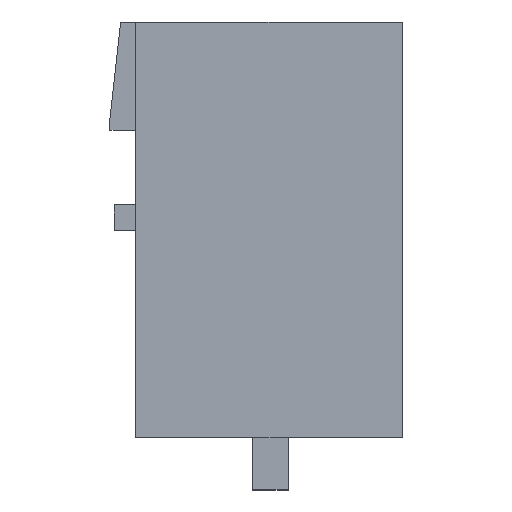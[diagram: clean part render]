
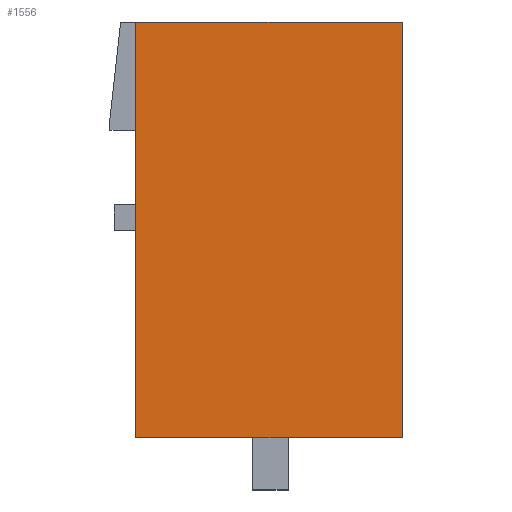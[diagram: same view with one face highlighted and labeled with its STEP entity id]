
A CAD part, left-side view. The second image highlights one B-rep face of the part: STEP entity #1556.
In plain terms, the highlighted planar face has unit normal (-1, 0, 0).
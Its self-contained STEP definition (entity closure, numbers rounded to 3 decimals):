
#1536=AXIS2_PLACEMENT_3D('Plane Axis2P3D',#1533,#1534,#1535) ;
#913=CARTESIAN_POINT('Vertex',(0.,0.,1.5)) ;
#916=CARTESIAN_POINT('Line Origine',(0.,3.84,1.5)) ;
#920=CARTESIAN_POINT('Vertex',(0.,7.68,1.5)) ;
#1357=CARTESIAN_POINT('Vertex',(0.,0.,13.5)) ;
#1360=CARTESIAN_POINT('Line Origine',(0.,0.,7.5)) ;
#1533=CARTESIAN_POINT('Axis2P3D Location',(0.,-1.5,1.5)) ;
#1538=CARTESIAN_POINT('Line Origine',(0.,7.68,7.5)) ;
#1542=CARTESIAN_POINT('Vertex',(0.,7.68,13.5)) ;
#1545=CARTESIAN_POINT('Line Origine',(0.,3.84,13.5)) ;
#917=DIRECTION('Vector Direction',(0.,-1.,0.)) ;
#1361=DIRECTION('Vector Direction',(0.,0.,-1.)) ;
#1534=DIRECTION('Axis2P3D Direction',(-1.,0.,0.)) ;
#1535=DIRECTION('Axis2P3D XDirection',(0.,0.,1.)) ;
#1539=DIRECTION('Vector Direction',(0.,0.,-1.)) ;
#1546=DIRECTION('Vector Direction',(0.,-1.,0.)) ;
#918=VECTOR('Line Direction',#917,1.) ;
#1362=VECTOR('Line Direction',#1361,1.) ;
#1540=VECTOR('Line Direction',#1539,1.) ;
#1547=VECTOR('Line Direction',#1546,1.) ;
#1551=ORIENTED_EDGE('',*,*,#1544,.T.) ;
#1552=ORIENTED_EDGE('',*,*,#922,.T.) ;
#1553=ORIENTED_EDGE('',*,*,#1364,.T.) ;
#1554=ORIENTED_EDGE('',*,*,#1549,.T.) ;
#1556=ADVANCED_FACE('HOUSING',(#1555),#1537,.T.) ;
#922=EDGE_CURVE('',#921,#914,#919,.T.) ;
#1364=EDGE_CURVE('',#914,#1358,#1363,.F.) ;
#1544=EDGE_CURVE('',#1543,#921,#1541,.T.) ;
#1549=EDGE_CURVE('',#1358,#1543,#1548,.F.) ;
#1550=EDGE_LOOP('',(#1551,#1552,#1553,#1554)) ;
#1555=FACE_OUTER_BOUND('',#1550,.T.) ;
#919=LINE('Line',#916,#918) ;
#1363=LINE('Line',#1360,#1362) ;
#1541=LINE('Line',#1538,#1540) ;
#1548=LINE('Line',#1545,#1547) ;
#1537=PLANE('',#1536) ;
#914=VERTEX_POINT('',#913) ;
#921=VERTEX_POINT('',#920) ;
#1358=VERTEX_POINT('',#1357) ;
#1543=VERTEX_POINT('',#1542) ;
